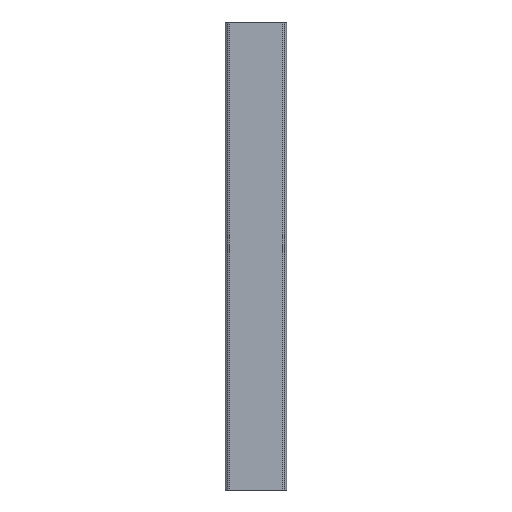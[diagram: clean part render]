
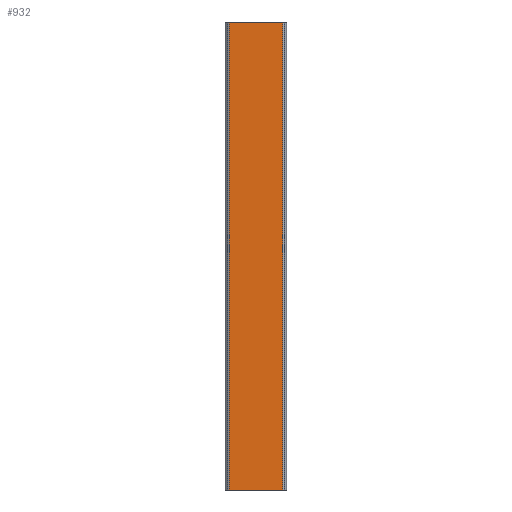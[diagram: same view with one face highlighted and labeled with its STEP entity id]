
A CAD part, front view. The second image highlights one B-rep face of the part: STEP entity #932.
In plain terms, the highlighted planar face has unit normal (0, -1, 0).
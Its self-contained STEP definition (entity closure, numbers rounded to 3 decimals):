
#75=FACE_OUTER_BOUND('',#123,.T.);
#123=EDGE_LOOP('',(#826,#827,#828,#829));
#193=LINE('',#1387,#285);
#255=LINE('',#1571,#347);
#261=LINE('',#1585,#353);
#265=LINE('',#1595,#357);
#285=VECTOR('',#1092,10.);
#347=VECTOR('',#1284,10.);
#353=VECTOR('',#1296,10.);
#357=VECTOR('',#1306,10.);
#389=VERTEX_POINT('',#1384);
#390=VERTEX_POINT('',#1386);
#447=VERTEX_POINT('',#1570);
#452=VERTEX_POINT('',#1584);
#481=EDGE_CURVE('',#389,#390,#193,.T.);
#573=EDGE_CURVE('',#390,#447,#255,.T.);
#581=EDGE_CURVE('',#447,#452,#261,.T.);
#587=EDGE_CURVE('',#452,#389,#265,.T.);
#826=ORIENTED_EDGE('',*,*,#573,.F.);
#827=ORIENTED_EDGE('',*,*,#481,.F.);
#828=ORIENTED_EDGE('',*,*,#587,.F.);
#829=ORIENTED_EDGE('',*,*,#581,.F.);
#887=PLANE('',#1040);
#932=ADVANCED_FACE('',(#75),#887,.T.);
#1040=AXIS2_PLACEMENT_3D('',#1594,#1304,#1305);
#1092=DIRECTION('',(1.,0.,0.));
#1284=DIRECTION('',(0.,0.,-1.));
#1296=DIRECTION('',(-1.,0.,0.));
#1304=DIRECTION('center_axis',(0.,-1.,0.));
#1305=DIRECTION('ref_axis',(1.,0.,0.));
#1306=DIRECTION('',(0.,0.,1.));
#1384=CARTESIAN_POINT('',(-8.125,-5.8,154.));
#1386=CARTESIAN_POINT('',(9.625,-5.8,154.));
#1387=CARTESIAN_POINT('',(10.125,-5.8,154.));
#1570=CARTESIAN_POINT('',(9.625,-5.8,0.));
#1571=CARTESIAN_POINT('',(9.625,-5.8,0.));
#1584=CARTESIAN_POINT('',(-8.125,-5.8,0.));
#1585=CARTESIAN_POINT('',(10.125,-5.8,0.));
#1594=CARTESIAN_POINT('Origin',(-8.625,-5.8,0.));
#1595=CARTESIAN_POINT('',(-8.125,-5.8,0.));
